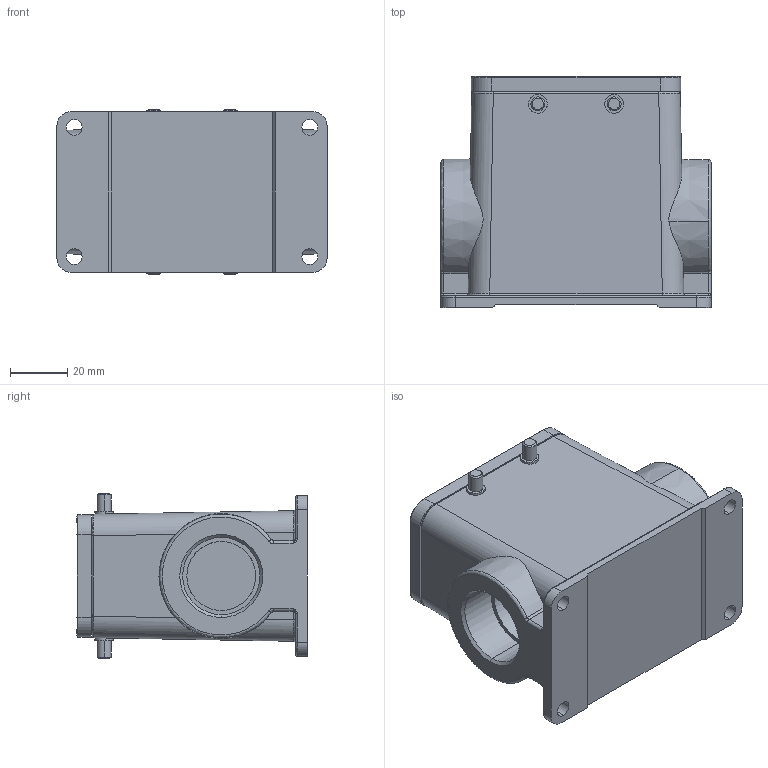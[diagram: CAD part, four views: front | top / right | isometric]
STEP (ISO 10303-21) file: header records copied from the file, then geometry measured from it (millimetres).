
FILE_DESCRIPTION (( 'STEP AP203' ), '1' );
FILE_NAME ('HV10B-SFH-4B-PG21.STP', '2017-08-21T11:22:29', ( '微软用户' ), ( '微软中国' ), 'SwSTEP 2.0', 'SolidWorks 2012', '' );
FILE_SCHEMA (( 'CONFIG_CONTROL_DESIGN' ));
Length unit declared in the file: millimetre
Products named in the file (1): HV10B-SFH-4B-PG21
Bounding box: 94 x 80.38 x 57.51 mm (x, y, z)
Volume: 136034.2 mm3; surface area: 48259.3 mm2
Topology: 1 solids, 1 shells, 287 faces, 708 edges, 446 vertices
Faces by surface type: cylinder 127, plane 87, bspline 36, cone 25, torus 12
Entity records: 11691 total; most frequent: CARTESIAN_POINT 5200, ORIENTED_EDGE 1416, DIRECTION 1238, EDGE_CURVE 708, AXIS2_PLACEMENT_3D 461, VERTEX_POINT 446, EDGE_LOOP 320, LINE 316
